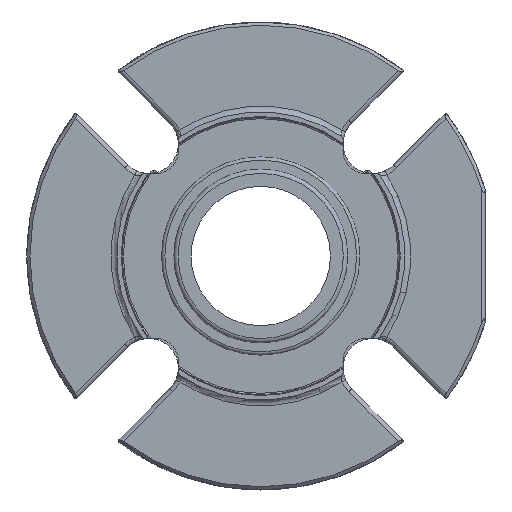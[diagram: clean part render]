
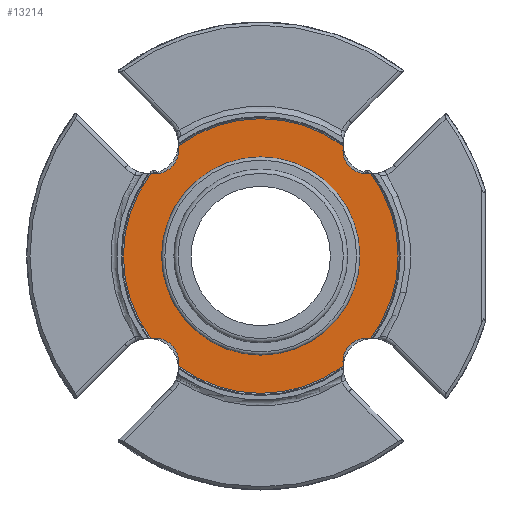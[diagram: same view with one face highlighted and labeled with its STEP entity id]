
A CAD part, left-side view. The second image highlights one B-rep face of the part: STEP entity #13214.
In plain terms, the highlighted planar face has unit normal (-1, 0, 0).
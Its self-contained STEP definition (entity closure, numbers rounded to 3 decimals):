
#1678=PLANE('',#13821);
#1917=ORIENTED_EDGE('',*,*,#4732,.F.);
#1918=ORIENTED_EDGE('',*,*,#4733,.T.);
#1919=ORIENTED_EDGE('',*,*,#4734,.F.);
#1920=ORIENTED_EDGE('',*,*,#4735,.T.);
#1921=ORIENTED_EDGE('',*,*,#4736,.F.);
#1922=ORIENTED_EDGE('',*,*,#4737,.T.);
#1923=ORIENTED_EDGE('',*,*,#4738,.F.);
#1924=ORIENTED_EDGE('',*,*,#4739,.T.);
#1925=ORIENTED_EDGE('',*,*,#4731,.F.);
#4731=EDGE_CURVE('',#6144,#6144,#7067,.F.);
#4732=EDGE_CURVE('',#6145,#6146,#7068,.T.);
#4733=EDGE_CURVE('',#6145,#6147,#7069,.T.);
#4734=EDGE_CURVE('',#6148,#6147,#7070,.T.);
#4735=EDGE_CURVE('',#6148,#6149,#7071,.T.);
#4736=EDGE_CURVE('',#6150,#6149,#7072,.T.);
#4737=EDGE_CURVE('',#6150,#6151,#7073,.T.);
#4738=EDGE_CURVE('',#6152,#6151,#7074,.T.);
#4739=EDGE_CURVE('',#6152,#6146,#7075,.T.);
#6144=VERTEX_POINT('',#17362);
#6145=VERTEX_POINT('',#17365);
#6146=VERTEX_POINT('',#17366);
#6147=VERTEX_POINT('',#17368);
#6148=VERTEX_POINT('',#17370);
#6149=VERTEX_POINT('',#17372);
#6150=VERTEX_POINT('',#17374);
#6151=VERTEX_POINT('',#17376);
#6152=VERTEX_POINT('',#17378);
#7067=CIRCLE('',#13820,23.216);
#7068=CIRCLE('',#13822,5.563);
#7069=CIRCLE('',#13823,32.537);
#7070=CIRCLE('',#13824,5.563);
#7071=CIRCLE('',#13825,32.537);
#7072=CIRCLE('',#13826,5.563);
#7073=CIRCLE('',#13827,32.537);
#7074=CIRCLE('',#13828,5.563);
#7075=CIRCLE('',#13829,32.537);
#7561=EDGE_LOOP('',(#1917,#1918,#1919,#1920,#1921,#1922,#1923,#1924));
#7562=EDGE_LOOP('',(#1925));
#8249=FACE_BOUND('',#7561,.T.);
#8250=FACE_BOUND('',#7562,.T.);
#13214=ADVANCED_FACE('',(#8249,#8250),#1678,.F.);
#13820=AXIS2_PLACEMENT_3D('',#17361,#14849,#14850);
#13821=AXIS2_PLACEMENT_3D('',#17363,#14851,#14852);
#13822=AXIS2_PLACEMENT_3D('',#17364,#14853,#14854);
#13823=AXIS2_PLACEMENT_3D('',#17367,#14855,#14856);
#13824=AXIS2_PLACEMENT_3D('',#17369,#14857,#14858);
#13825=AXIS2_PLACEMENT_3D('',#17371,#14859,#14860);
#13826=AXIS2_PLACEMENT_3D('',#17373,#14861,#14862);
#13827=AXIS2_PLACEMENT_3D('',#17375,#14863,#14864);
#13828=AXIS2_PLACEMENT_3D('',#17377,#14865,#14866);
#13829=AXIS2_PLACEMENT_3D('',#17379,#14867,#14868);
#14849=DIRECTION('',(1.,0.,0.));
#14850=DIRECTION('',(0.,1.,0.));
#14851=DIRECTION('',(1.,0.,0.));
#14852=DIRECTION('',(0.,-0.707,0.707));
#14853=DIRECTION('',(-1.,0.,0.));
#14854=DIRECTION('',(0.,0.707,-0.707));
#14855=DIRECTION('',(-1.,0.,0.));
#14856=DIRECTION('',(0.,0.707,-0.707));
#14857=DIRECTION('',(-1.,0.,0.));
#14858=DIRECTION('',(0.,-0.707,-0.707));
#14859=DIRECTION('',(-1.,0.,0.));
#14860=DIRECTION('',(0.,0.707,-0.707));
#14861=DIRECTION('',(-1.,0.,0.));
#14862=DIRECTION('',(0.,-0.707,0.707));
#14863=DIRECTION('',(-1.,0.,0.));
#14864=DIRECTION('',(0.,0.707,-0.707));
#14865=DIRECTION('',(-1.,0.,0.));
#14866=DIRECTION('',(0.,0.707,0.707));
#14867=DIRECTION('',(-1.,0.,0.));
#14868=DIRECTION('',(0.,0.707,-0.707));
#17361=CARTESIAN_POINT('',(-0.508,0.,0.));
#17362=CARTESIAN_POINT('',(-0.508,23.216,0.));
#17363=CARTESIAN_POINT('',(-0.508,23.007,-23.007));
#17364=CARTESIAN_POINT('',(-0.508,25.037,-25.037));
#17365=CARTESIAN_POINT('',(-0.508,19.559,-26.003));
#17366=CARTESIAN_POINT('',(-0.508,26.003,-19.559));
#17367=CARTESIAN_POINT('',(-0.508,0.,0.));
#17368=CARTESIAN_POINT('',(-0.508,-19.559,-26.003));
#17369=CARTESIAN_POINT('',(-0.508,-25.037,-25.037));
#17370=CARTESIAN_POINT('',(-0.508,-26.003,-19.559));
#17371=CARTESIAN_POINT('',(-0.508,0.,0.));
#17372=CARTESIAN_POINT('',(-0.508,-26.003,19.559));
#17373=CARTESIAN_POINT('',(-0.508,-25.037,25.037));
#17374=CARTESIAN_POINT('',(-0.508,-19.559,26.003));
#17375=CARTESIAN_POINT('',(-0.508,0.,0.));
#17376=CARTESIAN_POINT('',(-0.508,19.559,26.003));
#17377=CARTESIAN_POINT('',(-0.508,25.037,25.037));
#17378=CARTESIAN_POINT('',(-0.508,26.003,19.559));
#17379=CARTESIAN_POINT('',(-0.508,0.,0.));
